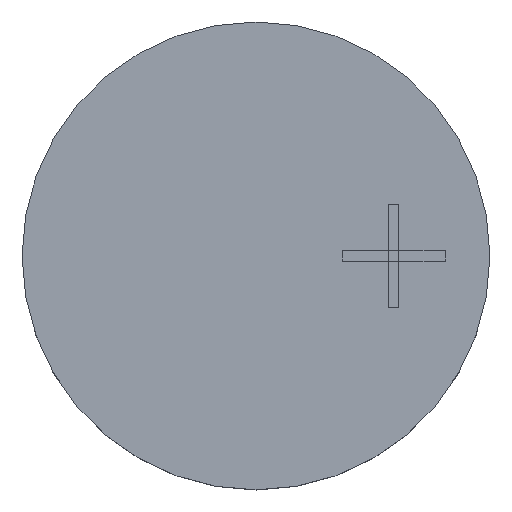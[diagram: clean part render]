
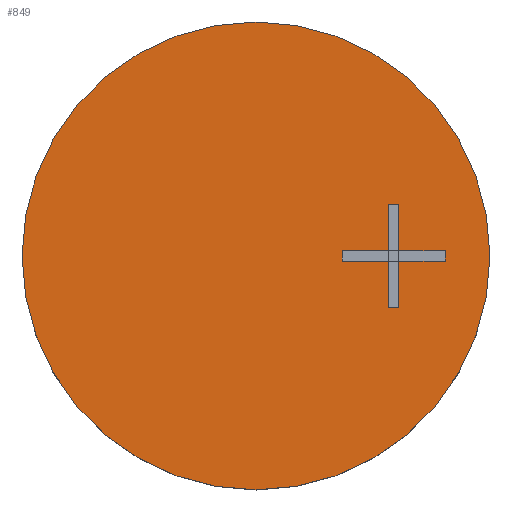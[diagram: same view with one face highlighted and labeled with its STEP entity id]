
A CAD part, top view. The second image highlights one B-rep face of the part: STEP entity #849.
In plain terms, the highlighted planar face has unit normal (0, 0, 1).
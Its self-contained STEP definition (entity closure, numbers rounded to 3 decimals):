
#619=CARTESIAN_POINT('',(0.,3.4,2.2));
#620=VERTEX_POINT('',#619);
#629=CARTESIAN_POINT('',(0.,-3.4,2.2));
#630=VERTEX_POINT('',#629);
#631=CARTESIAN_POINT('',(0.0,0.0,2.2));
#632=DIRECTION('',(0.0,0.0,-1.0));
#633=DIRECTION('',(0.0,1.0,0.0));
#634=AXIS2_PLACEMENT_3D('',#631,#632,#633);
#635=CIRCLE('',#634,3.4);
#636=EDGE_CURVE('',#620,#630,#635,.T.);
#722=CARTESIAN_POINT('',(0.0,0.0,2.2));
#723=DIRECTION('',(0.0,0.0,-1.0));
#724=DIRECTION('',(0.0,1.0,0.0));
#725=AXIS2_PLACEMENT_3D('',#722,#723,#724);
#726=CIRCLE('',#725,3.4);
#727=EDGE_CURVE('',#630,#620,#726,.T.);
#742=CARTESIAN_POINT('',(0.0,0.0,2.2));
#743=DIRECTION('',(0.0,0.0,1.0));
#744=DIRECTION('',(0.0,1.0,0.0));
#745=AXIS2_PLACEMENT_3D('',#742,#743,#744);
#746=PLANE('',#745);
#747=ORIENTED_EDGE('',*,*,#636,.F.);
#748=ORIENTED_EDGE('',*,*,#727,.F.);
#749=EDGE_LOOP('',(#747,#748));
#750=FACE_OUTER_BOUND('',#749,.T.);
#751=CARTESIAN_POINT('',(2.075,0.075,2.2));
#752=VERTEX_POINT('',#751);
#753=CARTESIAN_POINT('',(2.75,0.075,2.2));
#754=VERTEX_POINT('',#753);
#755=CARTESIAN_POINT('',(2.075,0.075,2.2));
#756=DIRECTION('',(1.0,0.0,0.0));
#757=VECTOR('',#756,0.675);
#758=LINE('',#755,#757);
#759=EDGE_CURVE('',#752,#754,#758,.T.);
#760=ORIENTED_EDGE('',*,*,#759,.T.);
#761=CARTESIAN_POINT('',(2.75,-0.075,2.2));
#762=VERTEX_POINT('',#761);
#763=CARTESIAN_POINT('',(2.75,0.075,2.2));
#764=DIRECTION('',(0.0,-1.0,0.0));
#765=VECTOR('',#764,0.15);
#766=LINE('',#763,#765);
#767=EDGE_CURVE('',#754,#762,#766,.T.);
#768=ORIENTED_EDGE('',*,*,#767,.T.);
#769=CARTESIAN_POINT('',(2.075,-0.075,2.2));
#770=VERTEX_POINT('',#769);
#771=CARTESIAN_POINT('',(2.75,-0.075,2.2));
#772=DIRECTION('',(-1.0,0.0,0.0));
#773=VECTOR('',#772,0.675);
#774=LINE('',#771,#773);
#775=EDGE_CURVE('',#762,#770,#774,.T.);
#776=ORIENTED_EDGE('',*,*,#775,.T.);
#777=CARTESIAN_POINT('',(2.075,-0.75,2.2));
#778=VERTEX_POINT('',#777);
#779=CARTESIAN_POINT('',(2.075,-0.075,2.2));
#780=DIRECTION('',(0.0,-1.0,0.0));
#781=VECTOR('',#780,0.675);
#782=LINE('',#779,#781);
#783=EDGE_CURVE('',#770,#778,#782,.T.);
#784=ORIENTED_EDGE('',*,*,#783,.T.);
#785=CARTESIAN_POINT('',(1.925,-0.75,2.2));
#786=VERTEX_POINT('',#785);
#787=CARTESIAN_POINT('',(2.075,-0.75,2.2));
#788=DIRECTION('',(-1.0,0.0,0.0));
#789=VECTOR('',#788,0.15);
#790=LINE('',#787,#789);
#791=EDGE_CURVE('',#778,#786,#790,.T.);
#792=ORIENTED_EDGE('',*,*,#791,.T.);
#793=CARTESIAN_POINT('',(1.925,-0.075,2.2));
#794=VERTEX_POINT('',#793);
#795=CARTESIAN_POINT('',(1.925,-0.75,2.2));
#796=DIRECTION('',(0.0,1.0,0.0));
#797=VECTOR('',#796,0.675);
#798=LINE('',#795,#797);
#799=EDGE_CURVE('',#786,#794,#798,.T.);
#800=ORIENTED_EDGE('',*,*,#799,.T.);
#801=CARTESIAN_POINT('',(1.25,-0.075,2.2));
#802=VERTEX_POINT('',#801);
#803=CARTESIAN_POINT('',(1.925,-0.075,2.2));
#804=DIRECTION('',(-1.0,0.0,0.0));
#805=VECTOR('',#804,0.675);
#806=LINE('',#803,#805);
#807=EDGE_CURVE('',#794,#802,#806,.T.);
#808=ORIENTED_EDGE('',*,*,#807,.T.);
#809=CARTESIAN_POINT('',(1.25,0.075,2.2));
#810=VERTEX_POINT('',#809);
#811=CARTESIAN_POINT('',(1.25,-0.075,2.2));
#812=DIRECTION('',(0.0,1.0,0.0));
#813=VECTOR('',#812,0.15);
#814=LINE('',#811,#813);
#815=EDGE_CURVE('',#802,#810,#814,.T.);
#816=ORIENTED_EDGE('',*,*,#815,.T.);
#817=CARTESIAN_POINT('',(1.925,0.075,2.2));
#818=VERTEX_POINT('',#817);
#819=CARTESIAN_POINT('',(1.25,0.075,2.2));
#820=DIRECTION('',(1.0,0.0,0.0));
#821=VECTOR('',#820,0.675);
#822=LINE('',#819,#821);
#823=EDGE_CURVE('',#810,#818,#822,.T.);
#824=ORIENTED_EDGE('',*,*,#823,.T.);
#825=CARTESIAN_POINT('',(1.925,0.75,2.2));
#826=VERTEX_POINT('',#825);
#827=CARTESIAN_POINT('',(1.925,0.075,2.2));
#828=DIRECTION('',(0.0,1.0,0.0));
#829=VECTOR('',#828,0.675);
#830=LINE('',#827,#829);
#831=EDGE_CURVE('',#818,#826,#830,.T.);
#832=ORIENTED_EDGE('',*,*,#831,.T.);
#833=CARTESIAN_POINT('',(2.075,0.75,2.2));
#834=VERTEX_POINT('',#833);
#835=CARTESIAN_POINT('',(1.925,0.75,2.2));
#836=DIRECTION('',(1.0,0.0,0.0));
#837=VECTOR('',#836,0.15);
#838=LINE('',#835,#837);
#839=EDGE_CURVE('',#826,#834,#838,.T.);
#840=ORIENTED_EDGE('',*,*,#839,.T.);
#841=CARTESIAN_POINT('',(2.075,0.75,2.2));
#842=DIRECTION('',(0.0,-1.0,0.0));
#843=VECTOR('',#842,0.675);
#844=LINE('',#841,#843);
#845=EDGE_CURVE('',#834,#752,#844,.T.);
#846=ORIENTED_EDGE('',*,*,#845,.T.);
#847=EDGE_LOOP('',(#760,#768,#776,#784,#792,#800,#808,#816,#824,#832,#840,#846));
#848=FACE_BOUND('',#847,.T.);
#849=ADVANCED_FACE('',(#750,#848),#746,.T.);
